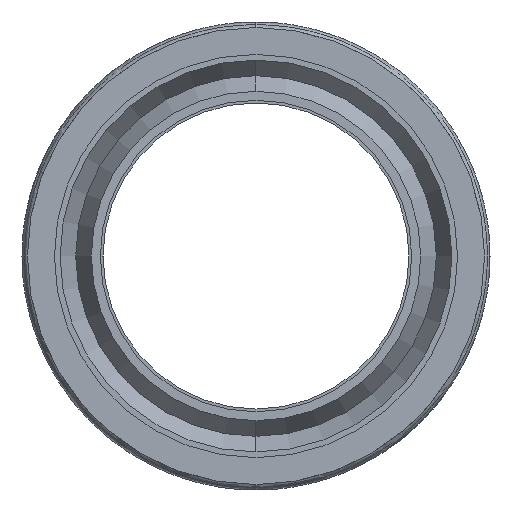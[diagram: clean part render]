
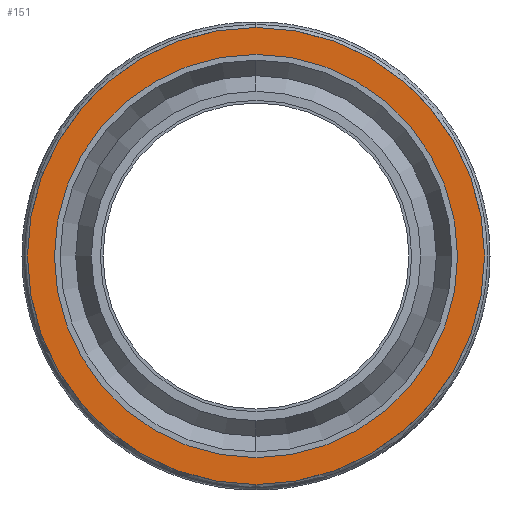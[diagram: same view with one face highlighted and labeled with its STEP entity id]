
A CAD part, left-side view. The second image highlights one B-rep face of the part: STEP entity #151.
In plain terms, the highlighted planar face has unit normal (-1, 0, 0).
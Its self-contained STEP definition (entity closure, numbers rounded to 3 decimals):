
#151=ADVANCED_FACE('',(#630,#631),#629,.F.);
#629=PLANE('',#5348);
#630=FACE_OUTER_BOUND('',#5349,.T.);
#631=FACE_BOUND('',#5350,.T.);
#5345=CARTESIAN_POINT('',(-35.,-26.396,16.51));
#5346=DIRECTION('',(1.,0.,0.));
#5347=DIRECTION('',(0.,0.,-1.));
#5348=AXIS2_PLACEMENT_3D('',#5345,#5346,#5347);
#5349=EDGE_LOOP('',(#13789,#13790));
#5350=EDGE_LOOP('',(#13791,#13792));
#13789=ORIENTED_EDGE('',*,*,#15621,.T.);
#13790=ORIENTED_EDGE('',*,*,#15622,.T.);
#13791=ORIENTED_EDGE('',*,*,#15623,.F.);
#13792=ORIENTED_EDGE('',*,*,#15624,.F.);
#15621=EDGE_CURVE('',#16585,#16586,#16587,.T.);
#15622=EDGE_CURVE('',#16586,#16585,#16593,.T.);
#15623=EDGE_CURVE('',#16599,#16600,#16601,.T.);
#15624=EDGE_CURVE('',#16600,#16599,#16607,.T.);
#16585=VERTEX_POINT('',#22669);
#16586=VERTEX_POINT('',#22670);
#16587=CIRCLE('',#22674,12.7);
#16593=CIRCLE('',#22678,12.7);
#16599=VERTEX_POINT('',#22679);
#16600=VERTEX_POINT('',#22680);
#16601=CIRCLE('',#22684,11.2);
#16607=CIRCLE('',#22688,11.2);
#22669=CARTESIAN_POINT('',(-35.,0.,12.7));
#22670=CARTESIAN_POINT('',(-35.,0.,-12.7));
#22671=CARTESIAN_POINT('',(-35.,0.,0.));
#22672=DIRECTION('',(-1.,0.,0.));
#22673=DIRECTION('',(0.,0.,1.));
#22674=AXIS2_PLACEMENT_3D('',#22671,#22672,#22673);
#22675=CARTESIAN_POINT('',(-35.,0.,0.));
#22676=DIRECTION('',(-1.,0.,0.));
#22677=DIRECTION('',(0.,0.,1.));
#22678=AXIS2_PLACEMENT_3D('',#22675,#22676,#22677);
#22679=CARTESIAN_POINT('',(-35.,0.,-11.2));
#22680=CARTESIAN_POINT('',(-35.,0.,11.2));
#22681=CARTESIAN_POINT('',(-35.,0.,0.));
#22682=DIRECTION('',(-1.,0.,0.));
#22683=DIRECTION('',(0.,0.,1.));
#22684=AXIS2_PLACEMENT_3D('',#22681,#22682,#22683);
#22685=CARTESIAN_POINT('',(-35.,0.,0.));
#22686=DIRECTION('',(-1.,0.,0.));
#22687=DIRECTION('',(0.,0.,1.));
#22688=AXIS2_PLACEMENT_3D('',#22685,#22686,#22687);
